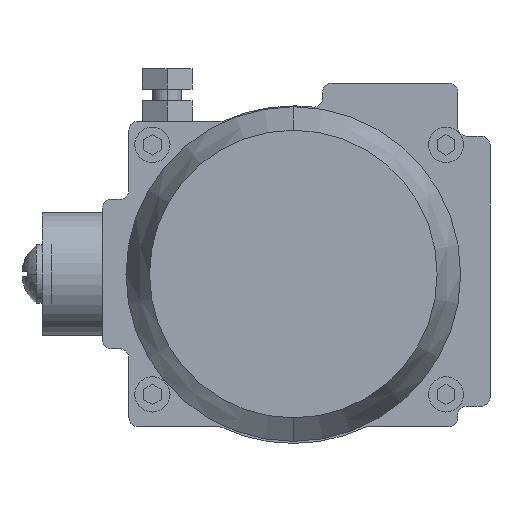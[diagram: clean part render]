
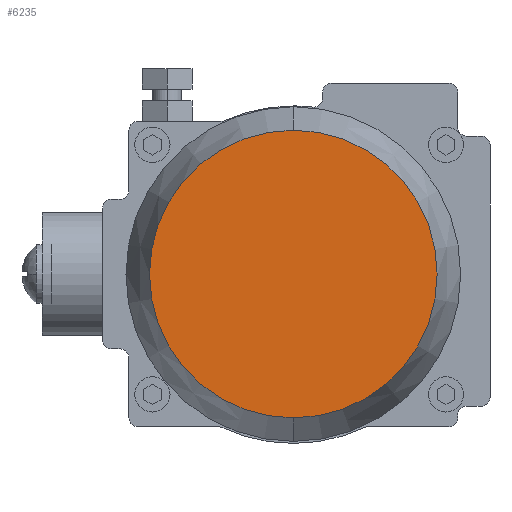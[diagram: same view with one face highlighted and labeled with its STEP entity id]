
A CAD part, left-side view. The second image highlights one B-rep face of the part: STEP entity #6235.
In plain terms, the highlighted planar face has unit normal (-1, 0, 0).
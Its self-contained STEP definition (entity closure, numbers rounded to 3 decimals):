
#1065 = DIRECTION ( 'NONE',  ( 0., 0., 1. ) ) ;
#1156 = EDGE_CURVE ( 'NONE', #3797, #11501, #14381, .T. ) ;
#1541 = AXIS2_PLACEMENT_3D ( 'NONE', #6434, #5299, #1065 ) ;
#2051 = CARTESIAN_POINT ( 'NONE',  ( -143.5, 0., -49. ) ) ;
#2369 = EDGE_LOOP ( 'NONE', ( #10119, #6722 ) ) ;
#2713 = CARTESIAN_POINT ( 'NONE',  ( -143.5, 0., 0. ) ) ;
#3797 = VERTEX_POINT ( 'NONE', #2051 ) ;
#4312 = EDGE_CURVE ( 'NONE', #11501, #3797, #11266, .T. ) ;
#4477 = CARTESIAN_POINT ( 'NONE',  ( -143.5, 0., 0. ) ) ;
#5011 = AXIS2_PLACEMENT_3D ( 'NONE', #4477, #6959, #11023 ) ;
#5223 = DIRECTION ( 'NONE',  ( 1., 0., 0. ) ) ;
#5299 = DIRECTION ( 'NONE',  ( -1., 0., 0. ) ) ;
#6235 = ADVANCED_FACE ( 'NONE', ( #12883 ), #11852, .T. ) ;
#6434 = CARTESIAN_POINT ( 'NONE',  ( -143.5, 49., 0. ) ) ;
#6722 = ORIENTED_EDGE ( 'NONE', *, *, #4312, .F. ) ;
#6959 = DIRECTION ( 'NONE',  ( 1., 0., 0. ) ) ;
#7966 = DIRECTION ( 'NONE',  ( 0., 0., -1. ) ) ;
#10119 = ORIENTED_EDGE ( 'NONE', *, *, #1156, .F. ) ;
#11023 = DIRECTION ( 'NONE',  ( 0., 0., -1. ) ) ;
#11266 = CIRCLE ( 'NONE', #14566, 49. ) ;
#11501 = VERTEX_POINT ( 'NONE', #12219 ) ;
#11852 = PLANE ( 'NONE',  #1541 ) ;
#12219 = CARTESIAN_POINT ( 'NONE',  ( -143.5, 0., 49. ) ) ;
#12883 = FACE_OUTER_BOUND ( 'NONE', #2369, .T. ) ;
#14381 = CIRCLE ( 'NONE', #5011, 49. ) ;
#14566 = AXIS2_PLACEMENT_3D ( 'NONE', #2713, #5223, #7966 ) ;
